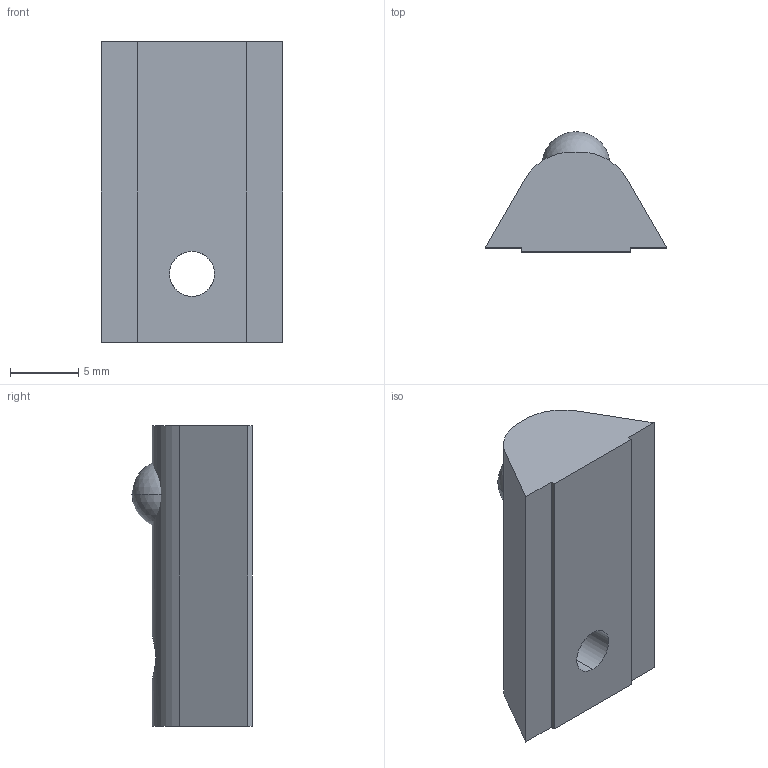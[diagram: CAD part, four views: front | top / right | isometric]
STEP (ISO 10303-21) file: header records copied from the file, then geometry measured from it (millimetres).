
FILE_DESCRIPTION (( 'STEP AP203' ), '1' );
FILE_NAME ('084.302.108.STEP', '2018-03-15T09:56:30', ( '' ), ( '' ), 'SwSTEP 2.0', 'SolidWorks 2016', '' );
FILE_SCHEMA (( 'CONFIG_CONTROL_DESIGN' ));
Length unit declared in the file: millimetre
Products named in the file (3): Sfera; 084.302.108; Dado a culla
Assembly tree (2 placements, depth 2):
  084.302.108
    Dado a culla
    Sfera
Bounding box: 13.3 x 8.8 x 22 mm (x, y, z)
Volume: 1445.3 mm3; surface area: 1024.7 mm2
Topology: 2 solids, 2 shells, 15 faces, 41 edges, 27 vertices
Faces by surface type: plane 9, cylinder 4, sphere 2
Entity records: 797 total; most frequent: CARTESIAN_POINT 134, DIRECTION 82, ORIENTED_EDGE 72, EDGE_CURVE 36, AXIS2_PLACEMENT_3D 28, VECTOR 26, LINE 26, PERSON_AND_ORGANIZATION 26
